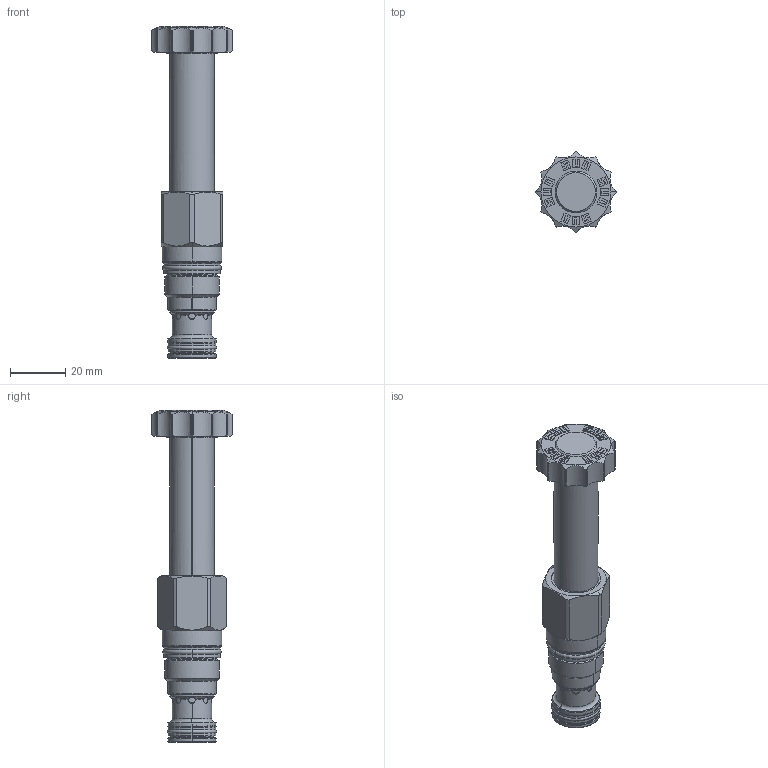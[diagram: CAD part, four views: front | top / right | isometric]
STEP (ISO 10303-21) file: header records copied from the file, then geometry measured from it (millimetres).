
FILE_DESCRIPTION((''),'2;1');
FILE_NAME('DTCFXCN_SW_PRT','2020-10-06T',('charlief'),(''),'PRO/ENGINEER BY PARAMETRIC TECHNOLOGY CORPORATION, 2016010','PRO/ENGINEER BY PARAMETRIC TECHNOLOGY CORPORATION, 2016010','');
FILE_SCHEMA(('CONFIG_CONTROL_DESIGN'));
Products named in the file (1): DTCFXCN_SW_PRT
Bounding box: 29.21 x 29.21 x 120.3 mm (x, y, z)
Surface area: 11718.2 mm2 (no closed solid volume)
Topology: 0 solids, 0 shells, 357 faces, 1856 edges, 1840 vertices
Faces by surface type: bspline 319, torus 38
Entity records: 45639 total; most frequent: CARTESIAN_POINT 29470, DIRECTION 2480, TRIMMED_CURVE 2148, VECTOR 1892, LINE 1892, DEFINITIONAL_REPRESENTATION 1824, PCURVE 1824, COMPOSITE_CURVE_SEGMENT 1824
